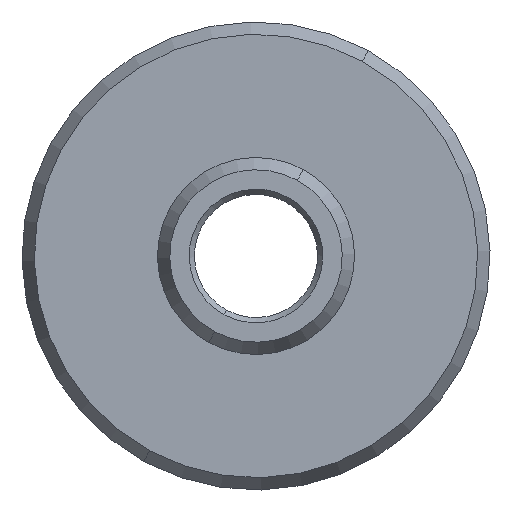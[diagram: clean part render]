
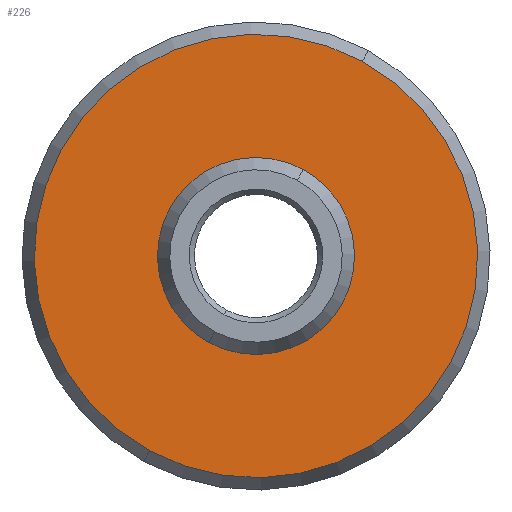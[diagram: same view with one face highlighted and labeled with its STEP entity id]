
A CAD part, front view. The second image highlights one B-rep face of the part: STEP entity #226.
In plain terms, the highlighted planar face has unit normal (0, -1, 0).
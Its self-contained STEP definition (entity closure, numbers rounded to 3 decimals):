
#105=CARTESIAN_POINT('Vertex',(1.918,0.,3.51)) ;
#108=CARTESIAN_POINT('Axis2P3D Location',(0.,0.,0.)) ;
#112=CARTESIAN_POINT('Vertex',(-1.918,0.,-3.51)) ;
#134=CARTESIAN_POINT('Axis2P3D Location',(0.,0.,0.)) ;
#199=CARTESIAN_POINT('Axis2P3D Location',(0.,0.,-4.)) ;
#204=CARTESIAN_POINT('Axis2P3D Location',(0.,0.,0.)) ;
#208=CARTESIAN_POINT('Vertex',(-4.315,0.,-7.898)) ;
#210=CARTESIAN_POINT('Vertex',(4.315,0.,7.898)) ;
#213=CARTESIAN_POINT('Axis2P3D Location',(0.,0.,0.)) ;
#109=DIRECTION('Axis2P3D Direction',(0.,1.,0.)) ;
#135=DIRECTION('Axis2P3D Direction',(0.,1.,0.)) ;
#200=DIRECTION('Axis2P3D Direction',(0.,1.,0.)) ;
#201=DIRECTION('Axis2P3D XDirection',(1.,-0.,0.)) ;
#205=DIRECTION('Axis2P3D Direction',(0.,1.,0.)) ;
#214=DIRECTION('Axis2P3D Direction',(0.,1.,0.)) ;
#110=AXIS2_PLACEMENT_3D('Circle Axis2P3D',#108,#109,$) ;
#136=AXIS2_PLACEMENT_3D('Circle Axis2P3D',#134,#135,$) ;
#202=AXIS2_PLACEMENT_3D('Plane Axis2P3D',#199,#200,#201) ;
#206=AXIS2_PLACEMENT_3D('Circle Axis2P3D',#204,#205,$) ;
#215=AXIS2_PLACEMENT_3D('Circle Axis2P3D',#213,#214,$) ;
#219=ORIENTED_EDGE('',*,*,#212,.F.) ;
#220=ORIENTED_EDGE('',*,*,#217,.F.) ;
#223=ORIENTED_EDGE('',*,*,#138,.T.) ;
#224=ORIENTED_EDGE('',*,*,#114,.T.) ;
#225=FACE_BOUND('',#222,.T.) ;
#226=ADVANCED_FACE('Corps principal',(#221,#225),#203,.F.) ;
#111=CIRCLE('generated circle',#110,4.) ;
#137=CIRCLE('generated circle',#136,4.) ;
#207=CIRCLE('generated circle',#206,9.) ;
#216=CIRCLE('generated circle',#215,9.) ;
#114=EDGE_CURVE('',#113,#106,#111,.T.) ;
#138=EDGE_CURVE('',#106,#113,#137,.T.) ;
#212=EDGE_CURVE('',#209,#211,#207,.T.) ;
#217=EDGE_CURVE('',#211,#209,#216,.T.) ;
#218=EDGE_LOOP('',(#219,#220)) ;
#222=EDGE_LOOP('',(#223,#224)) ;
#221=FACE_OUTER_BOUND('',#218,.T.) ;
#203=PLANE('',#202) ;
#106=VERTEX_POINT('',#105) ;
#113=VERTEX_POINT('',#112) ;
#209=VERTEX_POINT('',#208) ;
#211=VERTEX_POINT('',#210) ;
